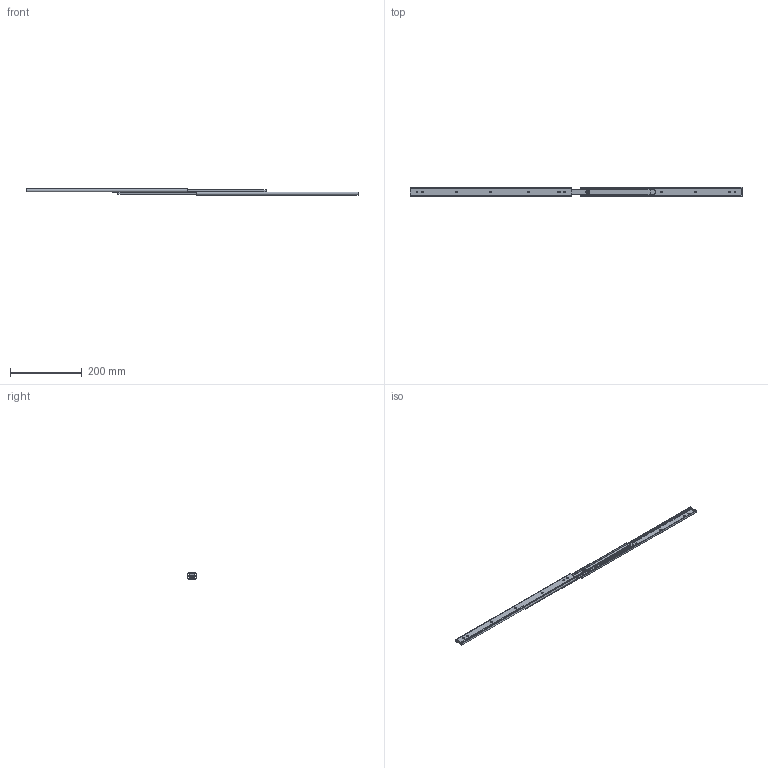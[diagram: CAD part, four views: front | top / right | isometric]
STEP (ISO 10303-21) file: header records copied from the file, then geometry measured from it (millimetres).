
FILE_DESCRIPTION (( 'STEP AP203' ), '1' );
FILE_NAME ('KC-359-45_.STEP', '2011-08-05T08:09:30', ( '' ), ( '' ), 'SwSTEP 2.0', 'SolidWorks 2011', '' );
FILE_SCHEMA (( 'CONFIG_CONTROL_DESIGN' ));
Length unit declared in the file: millimetre
Products named in the file (3): KC-359-45_; KC-359-45僀儞僫乕_; KC-359-45キャビネットメンバー_
Assembly tree (3 placements, depth 2):
  KC-359-45_
    KC-359-45キャビネットメンバー_  x2
    KC-359-45僀儞僫乕_
Bounding box: 924.8 x 26.98 x 19 mm (x, y, z)
Volume: 83406.2 mm3; surface area: 106042.4 mm2
Topology: 3 solids, 3 shells, 168 faces, 478 edges, 316 vertices
Faces by surface type: plane 96, cylinder 72
Entity records: 4036 total; most frequent: DIRECTION 651, CARTESIAN_POINT 648, ORIENTED_EDGE 638, EDGE_CURVE 319, LINE 225, VECTOR 225, AXIS2_PLACEMENT_3D 213, VERTEX_POINT 210
